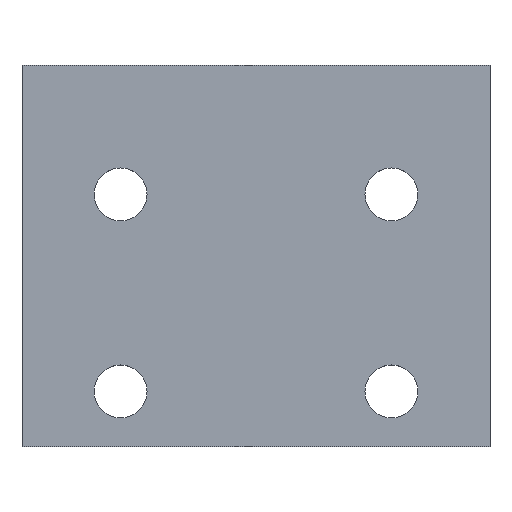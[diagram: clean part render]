
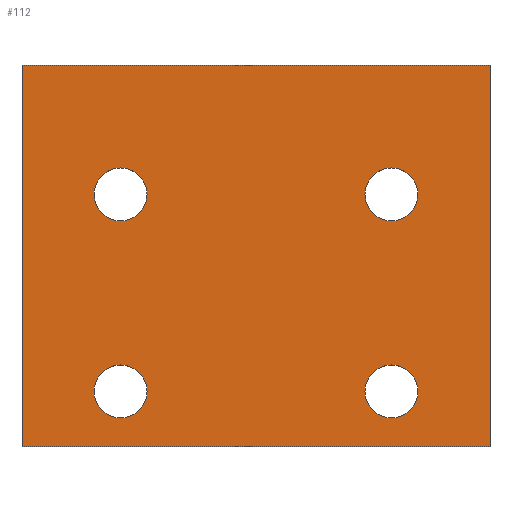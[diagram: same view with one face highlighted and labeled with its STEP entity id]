
A CAD part, top view. The second image highlights one B-rep face of the part: STEP entity #112.
In plain terms, the highlighted planar face has unit normal (0, 0, 1).
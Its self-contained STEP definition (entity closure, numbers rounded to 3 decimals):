
#112 = ADVANCED_FACE( '', ( #201, #202, #203, #204, #205 ), #206, .T. );
#201 = FACE_BOUND( '', #297, .T. );
#202 = FACE_BOUND( '', #298, .T. );
#203 = FACE_BOUND( '', #299, .T. );
#204 = FACE_BOUND( '', #300, .T. );
#205 = FACE_OUTER_BOUND( '', #301, .T. );
#206 = PLANE( '', #302 );
#297 = EDGE_LOOP( '', ( #622, #623 ) );
#298 = EDGE_LOOP( '', ( #624, #625 ) );
#299 = EDGE_LOOP( '', ( #626, #627 ) );
#300 = EDGE_LOOP( '', ( #628, #629 ) );
#301 = EDGE_LOOP( '', ( #630, #631, #632, #633 ) );
#302 = AXIS2_PLACEMENT_3D( '', #634, #635, #636 );
#622 = ORIENTED_EDGE( '', *, *, #685, .T. );
#623 = ORIENTED_EDGE( '', *, *, #735, .T. );
#624 = ORIENTED_EDGE( '', *, *, #681, .T. );
#625 = ORIENTED_EDGE( '', *, *, #737, .T. );
#626 = ORIENTED_EDGE( '', *, *, #677, .T. );
#627 = ORIENTED_EDGE( '', *, *, #739, .T. );
#628 = ORIENTED_EDGE( '', *, *, #673, .T. );
#629 = ORIENTED_EDGE( '', *, *, #741, .T. );
#630 = ORIENTED_EDGE( '', *, *, #784, .T. );
#631 = ORIENTED_EDGE( '', *, *, #785, .F. );
#632 = ORIENTED_EDGE( '', *, *, #786, .F. );
#633 = ORIENTED_EDGE( '', *, *, #782, .T. );
#634 = CARTESIAN_POINT( '', ( 38., 62., 0. ) );
#635 = DIRECTION( '', ( 0., 0., 1. ) );
#636 = DIRECTION( '', ( 0., 1., 0. ) );
#673 = EDGE_CURVE( '', #790, #794, #796, .T. );
#677 = EDGE_CURVE( '', #798, #802, #804, .T. );
#681 = EDGE_CURVE( '', #806, #810, #812, .T. );
#685 = EDGE_CURVE( '', #814, #818, #820, .T. );
#735 = EDGE_CURVE( '', #818, #814, #904, .T. );
#737 = EDGE_CURVE( '', #810, #806, #906, .T. );
#739 = EDGE_CURVE( '', #802, #798, #908, .T. );
#741 = EDGE_CURVE( '', #794, #790, #910, .T. );
#782 = EDGE_CURVE( '', #976, #974, #977, .T. );
#784 = EDGE_CURVE( '', #974, #979, #980, .T. );
#785 = EDGE_CURVE( '', #981, #979, #982, .T. );
#786 = EDGE_CURVE( '', #976, #981, #983, .T. );
#790 = VERTEX_POINT( '', #987 );
#794 = VERTEX_POINT( '', #992 );
#796 = CIRCLE( '', #995, 4.3 );
#798 = VERTEX_POINT( '', #997 );
#802 = VERTEX_POINT( '', #1002 );
#804 = CIRCLE( '', #1005, 4.3 );
#806 = VERTEX_POINT( '', #1007 );
#810 = VERTEX_POINT( '', #1012 );
#812 = CIRCLE( '', #1015, 4.3 );
#814 = VERTEX_POINT( '', #1017 );
#818 = VERTEX_POINT( '', #1022 );
#820 = CIRCLE( '', #1025, 4.3 );
#904 = CIRCLE( '', #1210, 4.3 );
#906 = CIRCLE( '', #1212, 4.3 );
#908 = CIRCLE( '', #1214, 4.3 );
#910 = CIRCLE( '', #1216, 4.3 );
#974 = VERTEX_POINT( '', #1306 );
#976 = VERTEX_POINT( '', #1309 );
#977 = LINE( '', #1310, #1311 );
#979 = VERTEX_POINT( '', #1314 );
#980 = LINE( '', #1315, #1316 );
#981 = VERTEX_POINT( '', #1317 );
#982 = LINE( '', #1318, #1319 );
#983 = LINE( '', #1320, #1321 );
#987 = CARTESIAN_POINT( '', ( -17.7, 41., 0. ) );
#992 = CARTESIAN_POINT( '', ( -26.3, 41., 0. ) );
#995 = AXIS2_PLACEMENT_3D( '', #1331, #1332, #1333 );
#997 = CARTESIAN_POINT( '', ( 26.3, 41., 0. ) );
#1002 = CARTESIAN_POINT( '', ( 17.7, 41., 0. ) );
#1005 = AXIS2_PLACEMENT_3D( '', #1339, #1340, #1341 );
#1007 = CARTESIAN_POINT( '', ( -17.7, 9., 0. ) );
#1012 = CARTESIAN_POINT( '', ( -26.3, 9., 0. ) );
#1015 = AXIS2_PLACEMENT_3D( '', #1347, #1348, #1349 );
#1017 = CARTESIAN_POINT( '', ( 26.3, 9., 0. ) );
#1022 = CARTESIAN_POINT( '', ( 17.7, 9., 0. ) );
#1025 = AXIS2_PLACEMENT_3D( '', #1355, #1356, #1357 );
#1210 = AXIS2_PLACEMENT_3D( '', #1445, #1446, #1447 );
#1212 = AXIS2_PLACEMENT_3D( '', #1451, #1452, #1453 );
#1214 = AXIS2_PLACEMENT_3D( '', #1457, #1458, #1459 );
#1216 = AXIS2_PLACEMENT_3D( '', #1463, #1464, #1465 );
#1306 = CARTESIAN_POINT( '', ( -38., 62., 0. ) );
#1309 = CARTESIAN_POINT( '', ( 38., 62., 0. ) );
#1310 = CARTESIAN_POINT( '', ( 38., 62., 0. ) );
#1311 = VECTOR( '', #1532, 1. );
#1314 = CARTESIAN_POINT( '', ( -38., 0., 0. ) );
#1315 = CARTESIAN_POINT( '', ( -38., 62., 0. ) );
#1316 = VECTOR( '', #1534, 1. );
#1317 = CARTESIAN_POINT( '', ( 38., 0., 0. ) );
#1318 = CARTESIAN_POINT( '', ( 38., 0., 0. ) );
#1319 = VECTOR( '', #1535, 1. );
#1320 = CARTESIAN_POINT( '', ( 38., 62., 0. ) );
#1321 = VECTOR( '', #1536, 1. );
#1331 = CARTESIAN_POINT( '', ( -22., 41., 0. ) );
#1332 = DIRECTION( '', ( 0., 0., -1. ) );
#1333 = DIRECTION( '', ( 1., 0., 0. ) );
#1339 = CARTESIAN_POINT( '', ( 22., 41., 0. ) );
#1340 = DIRECTION( '', ( 0., 0., -1. ) );
#1341 = DIRECTION( '', ( 1., 0., 0. ) );
#1347 = CARTESIAN_POINT( '', ( -22., 9., 0. ) );
#1348 = DIRECTION( '', ( 0., 0., -1. ) );
#1349 = DIRECTION( '', ( 1., 0., 0. ) );
#1355 = CARTESIAN_POINT( '', ( 22., 9., 0. ) );
#1356 = DIRECTION( '', ( 0., 0., -1. ) );
#1357 = DIRECTION( '', ( 1., 0., 0. ) );
#1445 = CARTESIAN_POINT( '', ( 22., 9., 0. ) );
#1446 = DIRECTION( '', ( 0., 0., -1. ) );
#1447 = DIRECTION( '', ( 1., 0., 0. ) );
#1451 = CARTESIAN_POINT( '', ( -22., 9., 0. ) );
#1452 = DIRECTION( '', ( 0., 0., -1. ) );
#1453 = DIRECTION( '', ( 1., 0., 0. ) );
#1457 = CARTESIAN_POINT( '', ( 22., 41., 0. ) );
#1458 = DIRECTION( '', ( 0., 0., -1. ) );
#1459 = DIRECTION( '', ( 1., 0., 0. ) );
#1463 = CARTESIAN_POINT( '', ( -22., 41., 0. ) );
#1464 = DIRECTION( '', ( 0., 0., -1. ) );
#1465 = DIRECTION( '', ( 1., 0., 0. ) );
#1532 = DIRECTION( '', ( -1., 0., 0. ) );
#1534 = DIRECTION( '', ( 0., -1., 0. ) );
#1535 = DIRECTION( '', ( -1., 0., 0. ) );
#1536 = DIRECTION( '', ( 0., -1., 0. ) );
